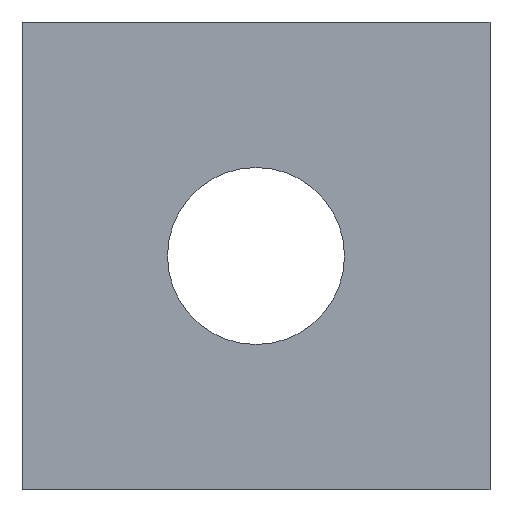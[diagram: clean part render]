
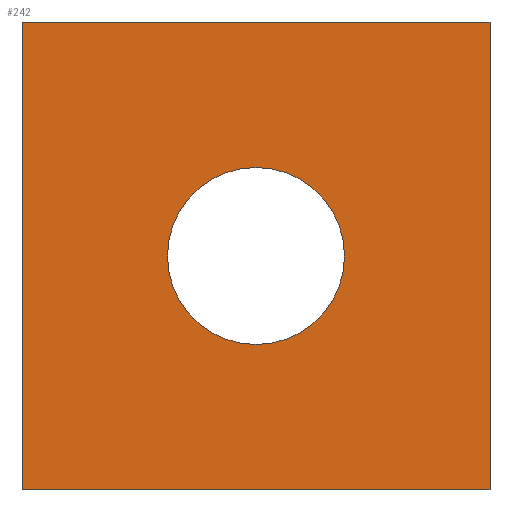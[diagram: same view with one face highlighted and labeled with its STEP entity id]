
A CAD part, left-side view. The second image highlights one B-rep face of the part: STEP entity #242.
In plain terms, the highlighted planar face has unit normal (-1, 0, 0).
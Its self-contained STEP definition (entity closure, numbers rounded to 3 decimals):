
#14=FACE_BOUND($,#49,.T.);
#26=CIRCLE($,#264,2.459);
#35=FACE_OUTER_BOUND($,#48,.T.);
#48=EDGE_LOOP($,(#186,#187,#188,#189));
#49=EDGE_LOOP($,(#190));
#70=LINE($,#381,#88);
#71=LINE($,#383,#89);
#72=LINE($,#385,#90);
#73=LINE($,#386,#91);
#88=VECTOR($,#308,13.);
#89=VECTOR($,#309,13.);
#90=VECTOR($,#310,13.);
#91=VECTOR($,#311,13.);
#116=VERTEX_POINT($,#379);
#117=VERTEX_POINT($,#380);
#118=VERTEX_POINT($,#382);
#119=VERTEX_POINT($,#384);
#120=VERTEX_POINT($,#387);
#144=EDGE_CURVE($,#116,#117,#70,.T.);
#145=EDGE_CURVE($,#117,#118,#71,.T.);
#146=EDGE_CURVE($,#118,#119,#72,.T.);
#147=EDGE_CURVE($,#119,#116,#73,.T.);
#148=EDGE_CURVE($,#120,#120,#26,.T.);
#186=ORIENTED_EDGE($,*,*,#144,.T.);
#187=ORIENTED_EDGE($,*,*,#145,.T.);
#188=ORIENTED_EDGE($,*,*,#146,.T.);
#189=ORIENTED_EDGE($,*,*,#147,.T.);
#190=ORIENTED_EDGE($,*,*,#148,.T.);
#230=PLANE($,#263);
#242=ADVANCED_FACE($,(#35,#14),#230,.F.);
#263=AXIS2_PLACEMENT_3D($,#378,#306,#307);
#264=AXIS2_PLACEMENT_3D($,#388,#312,#313);
#306=DIRECTION('center_axis',(1.,0.,0.));
#307=DIRECTION('ref_axis',(0.,0.,-1.));
#308=DIRECTION($,(0.,-1.,0.));
#309=DIRECTION($,(0.,0.,1.));
#310=DIRECTION($,(0.,1.,0.));
#311=DIRECTION($,(0.,0.,-1.));
#312=DIRECTION('center_axis',(1.,0.,0.));
#313=DIRECTION('ref_axis',(0.,0.,-1.));
#378=CARTESIAN_POINT('Origin',(0.,0.,0.));
#379=CARTESIAN_POINT('',(0.,6.5,-6.5));
#380=CARTESIAN_POINT('',(0.,-6.5,-6.5));
#381=CARTESIAN_POINT($,(0.,6.5,-6.5));
#382=CARTESIAN_POINT('',(0.,-6.5,6.5));
#383=CARTESIAN_POINT($,(0.,-6.5,-6.5));
#384=CARTESIAN_POINT('',(0.,6.5,6.5));
#385=CARTESIAN_POINT($,(0.,-6.5,6.5));
#386=CARTESIAN_POINT($,(0.,6.5,6.5));
#387=CARTESIAN_POINT('',(0.,0.,2.459));
#388=CARTESIAN_POINT('Origin',(0.,0.,0.));
